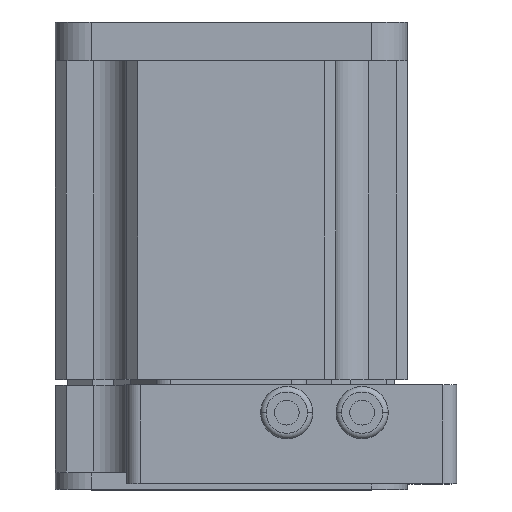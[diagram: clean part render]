
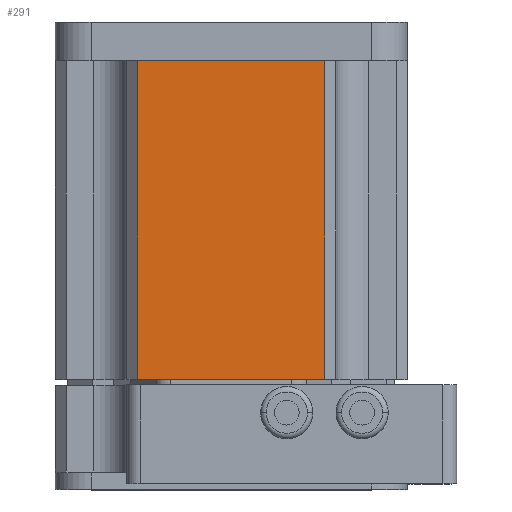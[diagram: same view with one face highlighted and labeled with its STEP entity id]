
A CAD part, top view. The second image highlights one B-rep face of the part: STEP entity #291.
In plain terms, the highlighted planar face has unit normal (0, 0, 1).
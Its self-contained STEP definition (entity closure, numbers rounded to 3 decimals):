
#149 = CARTESIAN_POINT ( 'NONE',  ( 25.5, 78., 32. ) ) ;
#291 = ADVANCED_FACE ( 'NONE', ( #7564 ), #6787, .F. ) ;
#984 = VECTOR ( 'NONE', #7347, 1000. ) ;
#1138 = EDGE_CURVE ( 'NONE', #8948, #9997, #6479, .T. ) ;
#1466 = CARTESIAN_POINT ( 'NONE',  ( -17., 500000., 32. ) ) ;
#1793 = VERTEX_POINT ( 'NONE', #6768 ) ;
#2299 = CARTESIAN_POINT ( 'NONE',  ( -17., 20., 32. ) ) ;
#2440 = ORIENTED_EDGE ( 'NONE', *, *, #9863, .F. ) ;
#3108 = ORIENTED_EDGE ( 'NONE', *, *, #9367, .T. ) ;
#3455 = CARTESIAN_POINT ( 'NONE',  ( 17., 500000., 32. ) ) ;
#4082 = VECTOR ( 'NONE', #4761, 1000. ) ;
#4248 = EDGE_CURVE ( 'NONE', #6908, #1793, #9258, .T. ) ;
#4474 = ORIENTED_EDGE ( 'NONE', *, *, #4248, .F. ) ;
#4610 = VECTOR ( 'NONE', #9768, 1000. ) ;
#4761 = DIRECTION ( 'NONE',  ( 0., -1., 0. ) ) ;
#4857 = LINE ( 'NONE', #3455, #984 ) ;
#5072 = DIRECTION ( 'NONE',  ( -1., 0., 0. ) ) ;
#5121 = CARTESIAN_POINT ( 'NONE',  ( 17., 20., 32. ) ) ;
#5720 = CARTESIAN_POINT ( 'NONE',  ( -17., 20., 32. ) ) ;
#6257 = ORIENTED_EDGE ( 'NONE', *, *, #1138, .T. ) ;
#6479 = LINE ( 'NONE', #5720, #4610 ) ;
#6768 = CARTESIAN_POINT ( 'NONE',  ( 17., 78., 32. ) ) ;
#6787 = PLANE ( 'NONE',  #6931 ) ;
#6908 = VERTEX_POINT ( 'NONE', #10012 ) ;
#6931 = AXIS2_PLACEMENT_3D ( 'NONE', #7602, #7654, #5072 ) ;
#6969 = VECTOR ( 'NONE', #7639, 1000. ) ;
#7193 = LINE ( 'NONE', #1466, #4082 ) ;
#7347 = DIRECTION ( 'NONE',  ( 0., -1., 0. ) ) ;
#7564 = FACE_OUTER_BOUND ( 'NONE', #10312, .T. ) ;
#7602 = CARTESIAN_POINT ( 'NONE',  ( -17., 500000., 32. ) ) ;
#7639 = DIRECTION ( 'NONE',  ( 1., 0., 0. ) ) ;
#7654 = DIRECTION ( 'NONE',  ( 0., 0., -1. ) ) ;
#8948 = VERTEX_POINT ( 'NONE', #2299 ) ;
#9258 = LINE ( 'NONE', #149, #6969 ) ;
#9367 = EDGE_CURVE ( 'NONE', #6908, #8948, #7193, .T. ) ;
#9768 = DIRECTION ( 'NONE',  ( 1., 0., 0. ) ) ;
#9863 = EDGE_CURVE ( 'NONE', #1793, #9997, #4857, .T. ) ;
#9997 = VERTEX_POINT ( 'NONE', #5121 ) ;
#10012 = CARTESIAN_POINT ( 'NONE',  ( -17., 78., 32. ) ) ;
#10312 = EDGE_LOOP ( 'NONE', ( #4474, #3108, #6257, #2440 ) ) ;
